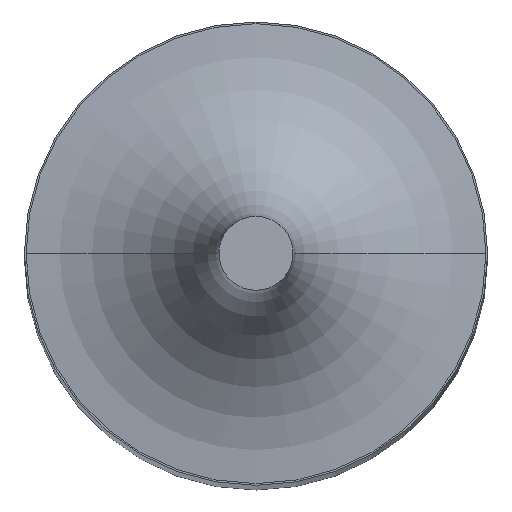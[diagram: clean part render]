
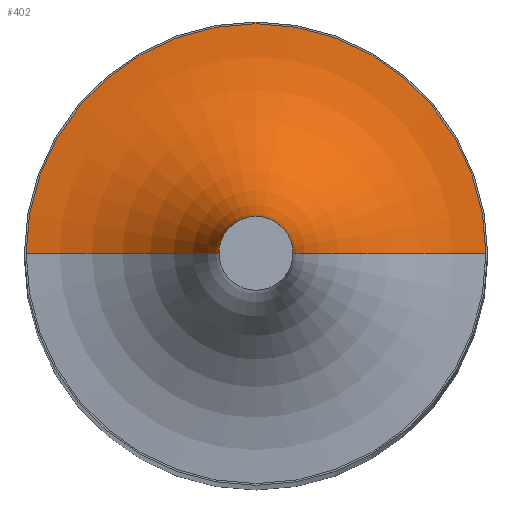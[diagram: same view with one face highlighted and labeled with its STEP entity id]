
A CAD part, top view. The second image highlights one B-rep face of the part: STEP entity #402.
In plain terms, the highlighted toroidal (fillet/blend) face has major radius 4.727 mm and minor radius 3.967 mm.
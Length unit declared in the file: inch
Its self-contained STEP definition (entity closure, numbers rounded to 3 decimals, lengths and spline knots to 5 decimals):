
#3 = CARTESIAN_POINT ( 'NONE',  ( 0., 0., 2.495 ) ) ;
#8 = AXIS2_PLACEMENT_3D ( 'NONE', #52, #365, #397 ) ;
#29 = VERTEX_POINT ( 'NONE', #231 ) ;
#31 = EDGE_CURVE ( 'NONE', #386, #109, #229, .T. ) ;
#39 = DIRECTION ( 'NONE',  ( -1., 0., 0. ) ) ;
#44 = AXIS2_PLACEMENT_3D ( 'NONE', #310, #277, #120 ) ;
#52 = CARTESIAN_POINT ( 'NONE',  ( 0.18611, 0., 2.495 ) ) ;
#57 = EDGE_CURVE ( 'NONE', #228, #386, #87, .T. ) ;
#87 = CIRCLE ( 'NONE', #44, 0.1562 ) ;
#109 = VERTEX_POINT ( 'NONE', #245 ) ;
#119 = ORIENTED_EDGE ( 'NONE', *, *, #57, .F. ) ;
#120 = DIRECTION ( 'NONE',  ( 0., 0., 1. ) ) ;
#123 = CARTESIAN_POINT ( 'NONE',  ( 0., 0., 2.495 ) ) ;
#124 = EDGE_CURVE ( 'NONE', #29, #109, #242, .T. ) ;
#128 = ORIENTED_EDGE ( 'NONE', *, *, #31, .F. ) ;
#135 = CIRCLE ( 'NONE', #389, 0.02991 ) ;
#193 = ORIENTED_EDGE ( 'NONE', *, *, #124, .T. ) ;
#194 = FACE_OUTER_BOUND ( 'NONE', #379, .T. ) ;
#198 = DIRECTION ( 'NONE',  ( 0., 0., -1. ) ) ;
#201 = EDGE_CURVE ( 'NONE', #228, #29, #135, .T. ) ;
#217 = CARTESIAN_POINT ( 'NONE',  ( -0.18611, 0., 2.3388 ) ) ;
#223 = DIRECTION ( 'NONE',  ( 0., 0., 1. ) ) ;
#228 = VERTEX_POINT ( 'NONE', #259 ) ;
#229 = CIRCLE ( 'NONE', #258, 0.18611 ) ;
#231 = CARTESIAN_POINT ( 'NONE',  ( 0.02991, 0., 2.495 ) ) ;
#236 = TOROIDAL_SURFACE ( 'NONE', #297, 0.18611, 0.1562 ) ;
#242 = CIRCLE ( 'NONE', #8, 0.1562 ) ;
#245 = CARTESIAN_POINT ( 'NONE',  ( 0.18611, 0., 2.3388 ) ) ;
#258 = AXIS2_PLACEMENT_3D ( 'NONE', #350, #353, #327 ) ;
#259 = CARTESIAN_POINT ( 'NONE',  ( -0.02991, 0., 2.495 ) ) ;
#277 = DIRECTION ( 'NONE',  ( 0., 1., 0. ) ) ;
#297 = AXIS2_PLACEMENT_3D ( 'NONE', #123, #223, #309 ) ;
#309 = DIRECTION ( 'NONE',  ( -1., 0., 0. ) ) ;
#310 = CARTESIAN_POINT ( 'NONE',  ( -0.18611, 0., 2.495 ) ) ;
#327 = DIRECTION ( 'NONE',  ( -1., 0., 0. ) ) ;
#350 = CARTESIAN_POINT ( 'NONE',  ( 0., 0., 2.3388 ) ) ;
#353 = DIRECTION ( 'NONE',  ( 0., 0., -1. ) ) ;
#355 = ORIENTED_EDGE ( 'NONE', *, *, #201, .T. ) ;
#365 = DIRECTION ( 'NONE',  ( 0., -1., 0. ) ) ;
#379 = EDGE_LOOP ( 'NONE', ( #355, #193, #128, #119 ) ) ;
#386 = VERTEX_POINT ( 'NONE', #217 ) ;
#389 = AXIS2_PLACEMENT_3D ( 'NONE', #3, #198, #39 ) ;
#397 = DIRECTION ( 'NONE',  ( 1., 0., 0. ) ) ;
#402 = ADVANCED_FACE ( 'NONE', ( #194 ), #236, .F. ) ;
